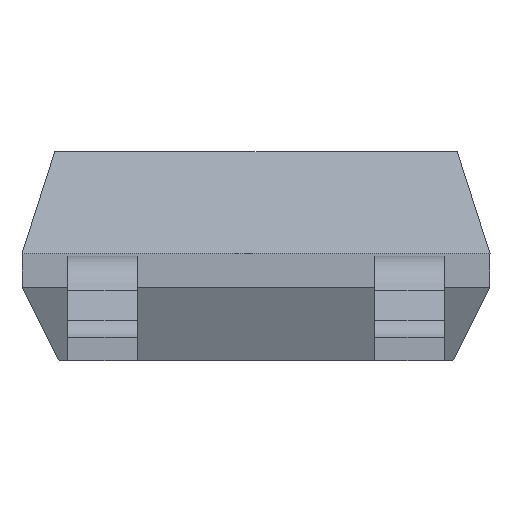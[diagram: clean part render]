
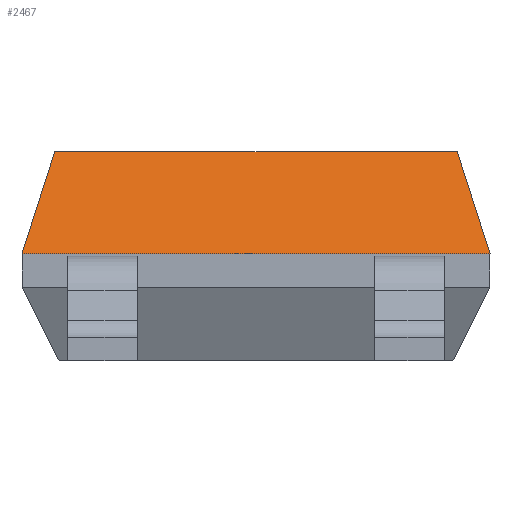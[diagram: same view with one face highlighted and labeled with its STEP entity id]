
A CAD part, front view. The second image highlights one B-rep face of the part: STEP entity #2467.
In plain terms, the highlighted planar face has unit normal (0, -0.952, 0.306).
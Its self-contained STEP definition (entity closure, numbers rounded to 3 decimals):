
#282=PLANE('',#2580);
#406=FACE_OUTER_BOUND('',#548,.T.);
#548=EDGE_LOOP('',(#2105,#2106,#2107,#2108));
#719=LINE('',#4194,#947);
#723=LINE('',#4205,#951);
#724=LINE('',#4206,#952);
#725=LINE('',#4207,#953);
#947=VECTOR('',#2841,10.);
#951=VECTOR('',#2851,2.896);
#952=VECTOR('',#2852,10.);
#953=VECTOR('',#2853,10.);
#1229=VERTEX_POINT('',#4192);
#1230=VERTEX_POINT('',#4193);
#1233=VERTEX_POINT('',#4203);
#1234=VERTEX_POINT('',#4204);
#1533=EDGE_CURVE('',#1229,#1230,#719,.T.);
#1537=EDGE_CURVE('',#1233,#1234,#723,.T.);
#1538=EDGE_CURVE('',#1229,#1233,#724,.T.);
#1539=EDGE_CURVE('',#1234,#1230,#725,.T.);
#2105=ORIENTED_EDGE('',*,*,#1537,.F.);
#2106=ORIENTED_EDGE('',*,*,#1538,.F.);
#2107=ORIENTED_EDGE('',*,*,#1533,.T.);
#2108=ORIENTED_EDGE('',*,*,#1539,.F.);
#2467=ADVANCED_FACE('',(#406),#282,.T.);
#2580=AXIS2_PLACEMENT_3D('',#4202,#2849,#2850);
#2841=DIRECTION('',(-1.,0.,0.));
#2849=DIRECTION('center_axis',(0.,-0.952,0.306));
#2850=DIRECTION('ref_axis',(0.,0.306,0.952));
#2851=DIRECTION('',(-1.,0.,0.));
#2852=DIRECTION('',(0.293,-0.293,-0.91));
#2853=DIRECTION('',(0.293,0.293,0.91));
#4192=CARTESIAN_POINT('',(1.245,-0.623,1.295));
#4193=CARTESIAN_POINT('',(-1.245,-0.623,1.295));
#4194=CARTESIAN_POINT('',(-1.347,-0.623,1.295));
#4202=CARTESIAN_POINT('Origin',(-1.448,-0.826,0.663));
#4203=CARTESIAN_POINT('',(1.448,-0.826,0.663));
#4204=CARTESIAN_POINT('',(-1.448,-0.826,0.663));
#4205=CARTESIAN_POINT('',(1.448,-0.826,0.663));
#4206=CARTESIAN_POINT('',(1.324,-0.702,1.049));
#4207=CARTESIAN_POINT('',(-1.377,-0.755,0.883));
